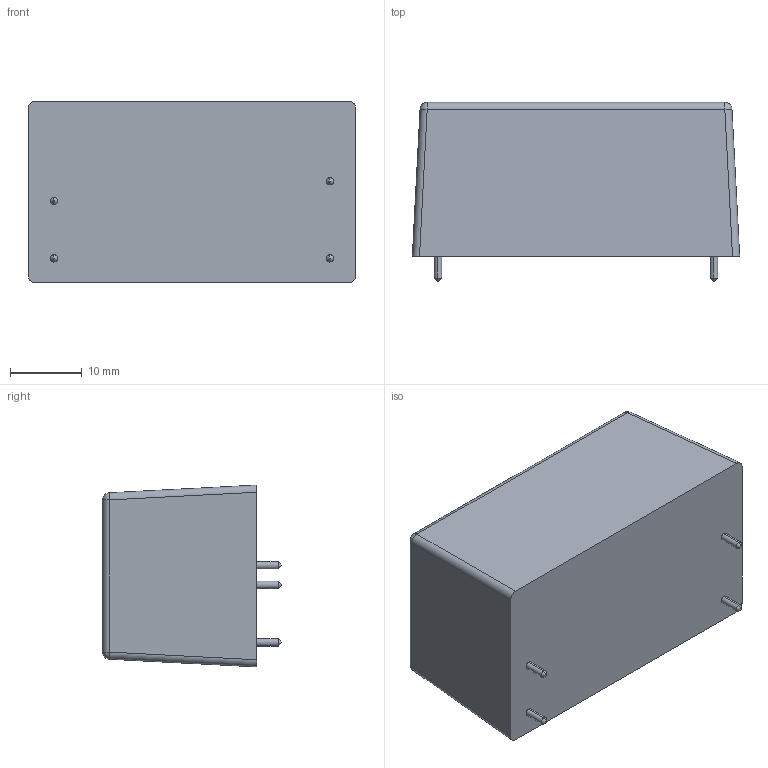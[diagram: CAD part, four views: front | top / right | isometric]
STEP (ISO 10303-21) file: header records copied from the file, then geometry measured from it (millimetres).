
FILE_DESCRIPTION (( 'STEP AP214' ), '1' );
FILE_NAME ('IRM-05 (MeanWell).STEP', '2020-07-13T16:42:46', ( '' ), ( '' ), 'SwSTEP 2.0', 'SolidWorks 2018', '' );
FILE_SCHEMA (( 'AUTOMOTIVE_DESIGN' ));
Length unit declared in the file: millimetre
Products named in the file (1): IRM-05 (MeanWell)
Bounding box: 45.68 x 25.05 x 25.38 mm (x, y, z)
Volume: 23208.8 mm3; surface area: 5088.4 mm2
Topology: 1 solids, 1 shells, 220 faces, 563 edges, 366 vertices
Faces by surface type: plane 126, bspline 66, cylinder 16, cone 8, sphere 4
Entity records: 8033 total; most frequent: CARTESIAN_POINT 2899, ORIENTED_EDGE 1118, DIRECTION 643, EDGE_CURVE 559, VERTEX_POINT 366, LINE 261, VECTOR 261, B_SPLINE_CURVE_WITH_KNOTS 258
